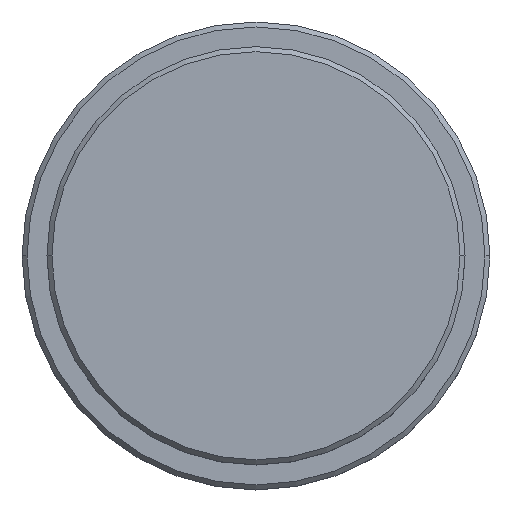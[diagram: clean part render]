
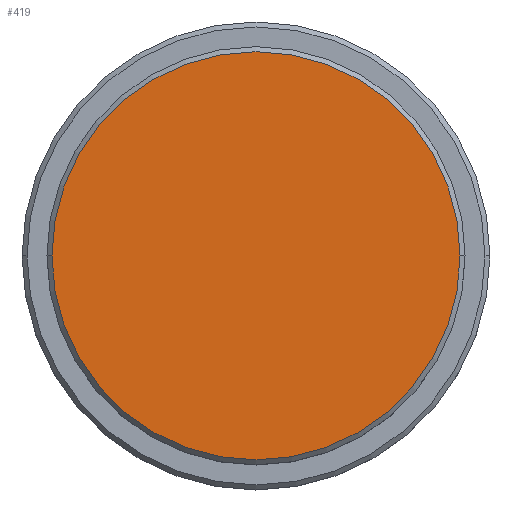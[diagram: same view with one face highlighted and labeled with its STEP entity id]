
A CAD part, top view. The second image highlights one B-rep face of the part: STEP entity #419.
In plain terms, the highlighted planar face has unit normal (0, 0, 1).
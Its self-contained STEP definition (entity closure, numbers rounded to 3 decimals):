
#144 = CARTESIAN_POINT ( 'NONE',  ( 20.5, 0., 0. ) ) ;
#173 = DIRECTION ( 'NONE',  ( 1., 0., 0. ) ) ;
#205 = EDGE_CURVE ( 'NONE', #376, #437, #339, .T. ) ;
#308 = DIRECTION ( 'NONE',  ( 0., 0., 1. ) ) ;
#339 = CIRCLE ( 'NONE', #537, 20.5 ) ;
#376 = VERTEX_POINT ( 'NONE', #144 ) ;
#419 = ADVANCED_FACE ( 'NONE', ( #1318 ), #1118, .T. ) ;
#429 = AXIS2_PLACEMENT_3D ( 'NONE', #1090, #667, #173 ) ;
#437 = VERTEX_POINT ( 'NONE', #840 ) ;
#441 = DIRECTION ( 'NONE',  ( 1., 0., 0. ) ) ;
#537 = AXIS2_PLACEMENT_3D ( 'NONE', #1098, #1416, #441 ) ;
#546 = DIRECTION ( 'NONE',  ( 1., 0., 0. ) ) ;
#632 = ORIENTED_EDGE ( 'NONE', *, *, #956, .T. ) ;
#667 = DIRECTION ( 'NONE',  ( 0., 0., 1. ) ) ;
#765 = ORIENTED_EDGE ( 'NONE', *, *, #205, .T. ) ;
#766 = CIRCLE ( 'NONE', #1092, 20.5 ) ;
#840 = CARTESIAN_POINT ( 'NONE',  ( -20.5, 0., 0. ) ) ;
#956 = EDGE_CURVE ( 'NONE', #437, #376, #766, .T. ) ;
#1073 = CARTESIAN_POINT ( 'NONE',  ( 0., 0., 0. ) ) ;
#1090 = CARTESIAN_POINT ( 'NONE',  ( 0., 0., 0. ) ) ;
#1092 = AXIS2_PLACEMENT_3D ( 'NONE', #1073, #308, #546 ) ;
#1098 = CARTESIAN_POINT ( 'NONE',  ( 0., 0., 0. ) ) ;
#1118 = PLANE ( 'NONE',  #429 ) ;
#1149 = EDGE_LOOP ( 'NONE', ( #632, #765 ) ) ;
#1318 = FACE_OUTER_BOUND ( 'NONE', #1149, .T. ) ;
#1416 = DIRECTION ( 'NONE',  ( 0., 0., 1. ) ) ;
